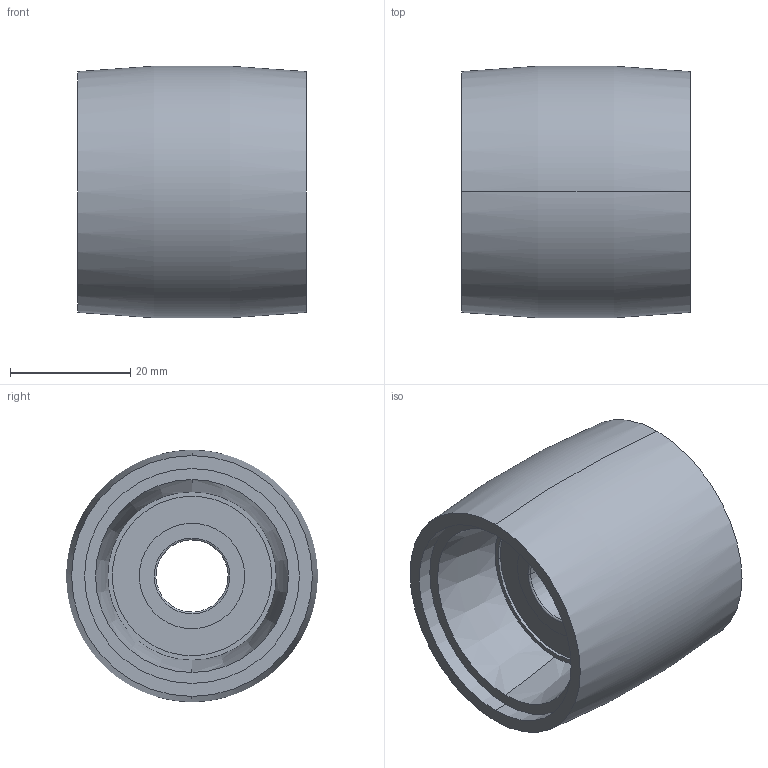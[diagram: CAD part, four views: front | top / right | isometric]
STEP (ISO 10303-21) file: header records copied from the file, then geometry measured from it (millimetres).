
FILE_DESCRIPTION (( 'STEP AP214' ), '1' );
FILE_NAME ('0025218_FPRO-042-38-10-K12.step', '2018-06-08T11:03:14', ( '' ), ( '' ), 'SwSTEP 2.0', 'SolidWorks 2018', '' );
FILE_SCHEMA (( 'AUTOMOTIVE_DESIGN' ));
Length unit declared in the file: millimetre
Products named in the file (1): 0025218_FPRO-042-38-10-K12
Bounding box: 38 x 41.77 x 41.78 mm (x, y, z)
Volume: 27053.5 mm3; surface area: 15907.7 mm2
Topology: 6 solids, 6 shells, 68 faces, 136 edges, 82 vertices
Faces by surface type: cylinder 26, torus 24, plane 14, cone 4
Entity records: 2649 total; most frequent: DIRECTION 380, CARTESIAN_POINT 287, ORIENTED_EDGE 272, AXIS2_PLACEMENT_3D 175, EDGE_CURVE 136, CIRCLE 106, VERTEX_POINT 82, EDGE_LOOP 82
